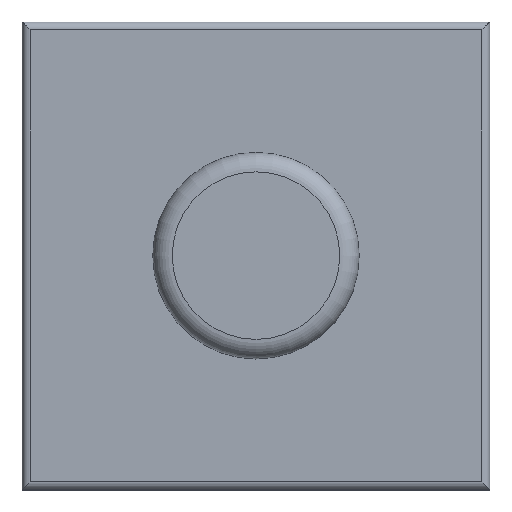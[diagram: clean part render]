
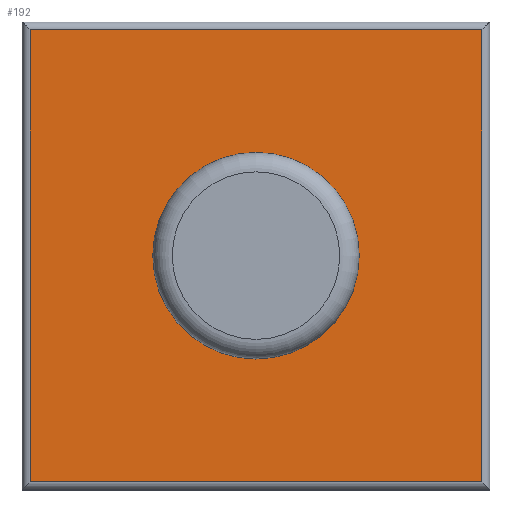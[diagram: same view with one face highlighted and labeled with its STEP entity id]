
A CAD part, top view. The second image highlights one B-rep face of the part: STEP entity #192.
In plain terms, the highlighted planar face has unit normal (0, 0, 1).
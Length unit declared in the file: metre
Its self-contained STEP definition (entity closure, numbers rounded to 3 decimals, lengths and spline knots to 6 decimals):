
#30=CIRCLE('',#219,0.00265);
#49=ORIENTED_EDGE('',*,*,#91,.T.);
#50=ORIENTED_EDGE('',*,*,#92,.T.);
#51=ORIENTED_EDGE('',*,*,#93,.T.);
#52=ORIENTED_EDGE('',*,*,#94,.T.);
#53=ORIENTED_EDGE('',*,*,#95,.F.);
#91=EDGE_CURVE('',#110,#111,#129,.T.);
#92=EDGE_CURVE('',#111,#112,#130,.T.);
#93=EDGE_CURVE('',#112,#113,#131,.F.);
#94=EDGE_CURVE('',#113,#110,#132,.F.);
#95=EDGE_CURVE('',#114,#114,#30,.T.);
#110=VERTEX_POINT('',#319);
#111=VERTEX_POINT('',#320);
#112=VERTEX_POINT('',#322);
#113=VERTEX_POINT('',#324);
#114=VERTEX_POINT('',#327);
#129=LINE('',#318,#145);
#130=LINE('',#321,#146);
#131=LINE('',#323,#147);
#132=LINE('',#325,#148);
#145=VECTOR('',#258,1.);
#146=VECTOR('',#259,1.);
#147=VECTOR('',#260,1.);
#148=VECTOR('',#261,1.);
#153=EDGE_LOOP('',(#49,#50,#51,#52));
#154=EDGE_LOOP('',(#53));
#169=FACE_BOUND('',#153,.T.);
#170=FACE_BOUND('',#154,.T.);
#185=PLANE('',#218);
#192=ADVANCED_FACE('',(#169,#170),#185,.T.);
#218=AXIS2_PLACEMENT_3D('',#317,#256,#257);
#219=AXIS2_PLACEMENT_3D('',#326,#262,#263);
#256=DIRECTION('',(0.,0.,1.));
#257=DIRECTION('',(1.,0.,0.));
#258=DIRECTION('',(0.,1.,0.));
#259=DIRECTION('',(-1.,0.,0.));
#260=DIRECTION('',(0.,1.,0.));
#261=DIRECTION('',(-1.,0.,0.));
#262=DIRECTION('',(0.,0.,1.));
#263=DIRECTION('',(1.,0.,0.));
#317=CARTESIAN_POINT('',(0.,0.,0.0065));
#318=CARTESIAN_POINT('',(0.0058,0.006,0.0065));
#319=CARTESIAN_POINT('',(0.0058,-0.0058,0.0065));
#320=CARTESIAN_POINT('',(0.0058,0.0058,0.0065));
#321=CARTESIAN_POINT('',(-0.006,0.0058,0.0065));
#322=CARTESIAN_POINT('',(-0.0058,0.0058,0.0065));
#323=CARTESIAN_POINT('',(-0.0058,0.,0.0065));
#324=CARTESIAN_POINT('',(-0.0058,-0.0058,0.0065));
#325=CARTESIAN_POINT('',(0.,-0.0058,0.0065));
#326=CARTESIAN_POINT('',(0.,0.,0.0065));
#327=CARTESIAN_POINT('',(0.00265,0.,0.0065));
